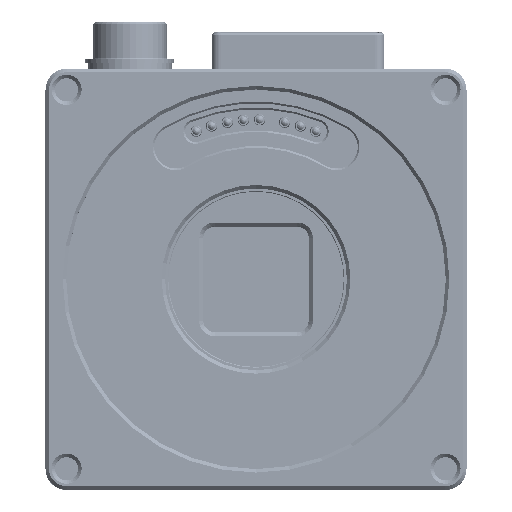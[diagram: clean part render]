
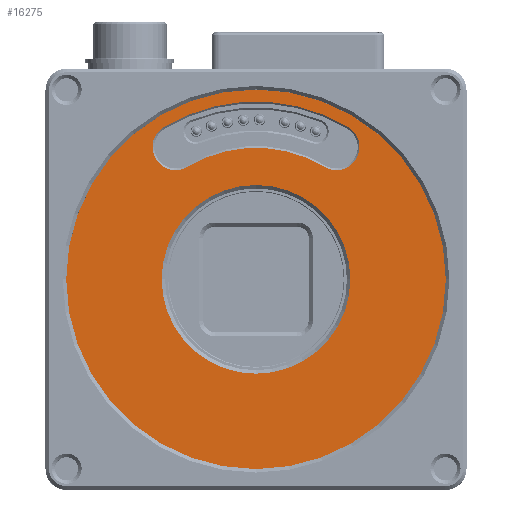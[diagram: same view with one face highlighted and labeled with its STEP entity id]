
A CAD part, top view. The second image highlights one B-rep face of the part: STEP entity #16275.
In plain terms, the highlighted planar face has unit normal (0, 0, 1).
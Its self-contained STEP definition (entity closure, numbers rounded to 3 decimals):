
#10425=PLANE('',#70873);
#11995=FACE_BOUND('',#24324,.T.);
#11996=FACE_BOUND('',#24325,.T.);
#11997=FACE_BOUND('',#24326,.T.);
#16275=ADVANCED_FACE('',(#11995,#11996,#11997),#10425,.T.);
#24324=EDGE_LOOP('',(#38968,#38969,#38970,#38971,#38972,#38973,#38974,#38975));
#24325=EDGE_LOOP('',(#38976));
#24326=EDGE_LOOP('',(#38977));
#28918=CIRCLE('',#70865,3.25);
#28919=CIRCLE('',#70866,25.35);
#28920=CIRCLE('',#70867,3.25);
#28921=CIRCLE('',#70868,3.25);
#28922=CIRCLE('',#70869,18.75);
#28923=CIRCLE('',#70870,3.25);
#28924=CIRCLE('',#70871,13.45);
#28925=CIRCLE('',#70872,27.05);
#38968=ORIENTED_EDGE('',*,*,#55938,.T.);
#38969=ORIENTED_EDGE('',*,*,#55939,.T.);
#38970=ORIENTED_EDGE('',*,*,#55940,.T.);
#38971=ORIENTED_EDGE('',*,*,#55941,.T.);
#38972=ORIENTED_EDGE('',*,*,#55942,.T.);
#38973=ORIENTED_EDGE('',*,*,#55943,.T.);
#38974=ORIENTED_EDGE('',*,*,#55944,.T.);
#38975=ORIENTED_EDGE('',*,*,#55945,.T.);
#38976=ORIENTED_EDGE('',*,*,#55946,.T.);
#38977=ORIENTED_EDGE('',*,*,#55947,.F.);
#49356=VERTEX_POINT('',#103666);
#49357=VERTEX_POINT('',#103667);
#49358=VERTEX_POINT('',#103669);
#49359=VERTEX_POINT('',#103671);
#49360=VERTEX_POINT('',#103673);
#49361=VERTEX_POINT('',#103675);
#49362=VERTEX_POINT('',#103677);
#49363=VERTEX_POINT('',#103679);
#49364=VERTEX_POINT('',#103682);
#49365=VERTEX_POINT('',#103684);
#55938=EDGE_CURVE('',#49356,#49357,#28918,.T.);
#55939=EDGE_CURVE('',#49357,#49358,#28919,.T.);
#55940=EDGE_CURVE('',#49358,#49359,#28920,.T.);
#55941=EDGE_CURVE('',#49359,#49360,#61958,.T.);
#55942=EDGE_CURVE('',#49360,#49361,#28921,.T.);
#55943=EDGE_CURVE('',#49361,#49362,#28922,.T.);
#55944=EDGE_CURVE('',#49362,#49363,#28923,.T.);
#55945=EDGE_CURVE('',#49363,#49356,#61959,.T.);
#55946=EDGE_CURVE('',#49364,#49364,#28924,.T.);
#55947=EDGE_CURVE('',#49365,#49365,#28925,.T.);
#61958=LINE('',#103672,#65944);
#61959=LINE('',#103680,#65945);
#65944=VECTOR('',#84136,1.);
#65945=VECTOR('',#84143,1.);
#70865=AXIS2_PLACEMENT_3D('',#103665,#84130,#84131);
#70866=AXIS2_PLACEMENT_3D('',#103668,#84132,#84133);
#70867=AXIS2_PLACEMENT_3D('',#103670,#84134,#84135);
#70868=AXIS2_PLACEMENT_3D('',#103674,#84137,#84138);
#70869=AXIS2_PLACEMENT_3D('',#103676,#84139,#84140);
#70870=AXIS2_PLACEMENT_3D('',#103678,#84141,#84142);
#70871=AXIS2_PLACEMENT_3D('',#103681,#84144,#84145);
#70872=AXIS2_PLACEMENT_3D('',#103683,#84146,#84147);
#70873=AXIS2_PLACEMENT_3D('',#103685,#84148,#84149);
#84130=DIRECTION('',(0.,0.,-1.));
#84131=DIRECTION('',(1.,0.,0.));
#84132=DIRECTION('',(0.,0.,-1.));
#84133=DIRECTION('',(1.,0.,0.));
#84134=DIRECTION('',(0.,0.,-1.));
#84135=DIRECTION('',(1.,0.,0.));
#84136=DIRECTION('',(-0.632,-0.775,0.));
#84137=DIRECTION('',(0.,0.,-1.));
#84138=DIRECTION('',(1.,0.,0.));
#84139=DIRECTION('',(0.,0.,1.));
#84140=DIRECTION('',(1.,0.,0.));
#84141=DIRECTION('',(0.,0.,-1.));
#84142=DIRECTION('',(1.,0.,0.));
#84143=DIRECTION('',(-0.632,0.775,0.));
#84144=DIRECTION('',(0.,0.,-1.));
#84145=DIRECTION('',(1.,0.,0.));
#84146=DIRECTION('',(0.,0.,-1.));
#84147=DIRECTION('',(1.,0.,0.));
#84148=DIRECTION('',(0.,0.,1.));
#84149=DIRECTION('',(1.,0.,0.));
#103665=CARTESIAN_POINT('',(-11.503,18.871,13.5));
#103666=CARTESIAN_POINT('',(-14.023,16.818,13.5));
#103667=CARTESIAN_POINT('',(-13.194,21.646,13.5));
#103668=CARTESIAN_POINT('',(0.,0.,13.5));
#103669=CARTESIAN_POINT('',(13.194,21.646,13.5));
#103670=CARTESIAN_POINT('',(11.503,18.871,13.5));
#103671=CARTESIAN_POINT('',(14.023,16.818,13.5));
#103672=CARTESIAN_POINT('',(0.194,-0.158,13.5));
#103673=CARTESIAN_POINT('',(13.959,16.74,13.5));
#103674=CARTESIAN_POINT('',(11.439,18.792,13.5));
#103675=CARTESIAN_POINT('',(9.749,16.016,13.5));
#103676=CARTESIAN_POINT('',(0.,0.,13.5));
#103677=CARTESIAN_POINT('',(-9.749,16.016,13.5));
#103678=CARTESIAN_POINT('',(-11.439,18.792,13.5));
#103679=CARTESIAN_POINT('',(-13.959,16.74,13.5));
#103680=CARTESIAN_POINT('',(-0.194,-0.158,13.5));
#103681=CARTESIAN_POINT('',(0.,0.,13.5));
#103682=CARTESIAN_POINT('',(13.45,0.,13.5));
#103683=CARTESIAN_POINT('',(0.,0.,13.5));
#103684=CARTESIAN_POINT('',(27.05,0.,13.5));
#103685=CARTESIAN_POINT('',(0.,0.,13.5));
